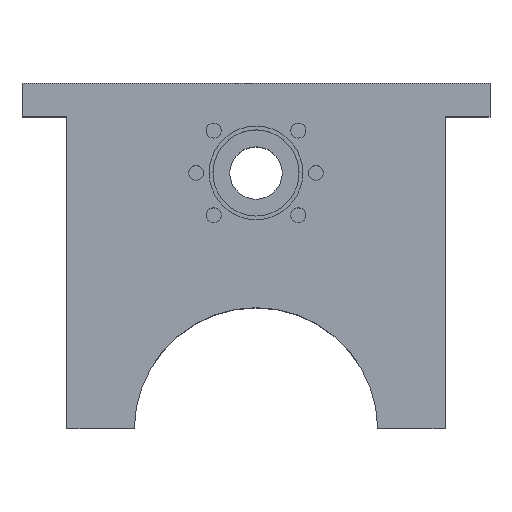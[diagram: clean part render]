
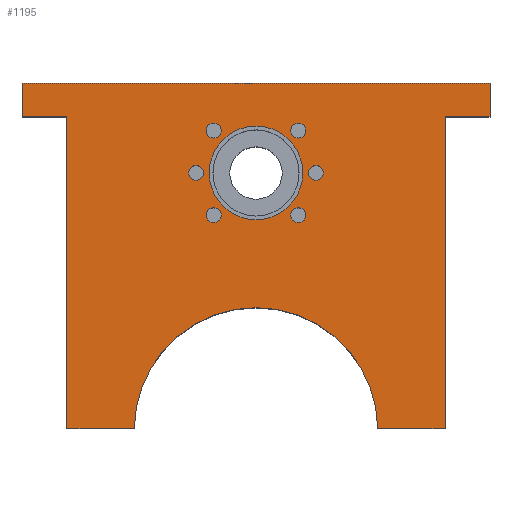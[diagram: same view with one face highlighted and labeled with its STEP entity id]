
A CAD part, top view. The second image highlights one B-rep face of the part: STEP entity #1195.
In plain terms, the highlighted planar face has unit normal (0, 0, 1).
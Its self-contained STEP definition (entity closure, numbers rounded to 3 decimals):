
#48=FACE_BOUND('',#263,.T.);
#49=FACE_BOUND('',#264,.T.);
#50=FACE_BOUND('',#265,.T.);
#51=FACE_BOUND('',#266,.T.);
#52=FACE_BOUND('',#267,.T.);
#53=FACE_BOUND('',#268,.T.);
#54=FACE_BOUND('',#269,.T.);
#86=PLANE('',#1348);
#160=FACE_OUTER_BOUND('',#262,.T.);
#262=EDGE_LOOP('',(#1033,#1034,#1035,#1036,#1037,#1038,#1039,#1040,#1041,
#1042));
#263=EDGE_LOOP('',(#1043));
#264=EDGE_LOOP('',(#1044));
#265=EDGE_LOOP('',(#1045));
#266=EDGE_LOOP('',(#1046));
#267=EDGE_LOOP('',(#1047));
#268=EDGE_LOOP('',(#1048));
#269=EDGE_LOOP('',(#1049));
#307=CIRCLE('',#1278,2.);
#309=CIRCLE('',#1282,2.);
#311=CIRCLE('',#1286,2.);
#313=CIRCLE('',#1290,2.);
#315=CIRCLE('',#1294,2.);
#317=CIRCLE('',#1298,2.);
#319=CIRCLE('',#1302,12.5);
#338=CIRCLE('',#1345,32.5);
#356=LINE('',#1782,#439);
#364=LINE('',#1800,#447);
#367=LINE('',#1807,#450);
#373=LINE('',#1821,#456);
#405=LINE('',#2160,#488);
#409=LINE('',#2168,#492);
#413=LINE('',#2174,#496);
#414=LINE('',#2176,#497);
#419=LINE('',#2191,#502);
#439=VECTOR('',#1405,10.);
#447=VECTOR('',#1421,10.);
#450=VECTOR('',#1428,10.);
#456=VECTOR('',#1440,10.);
#488=VECTOR('',#1652,10.);
#492=VECTOR('',#1658,10.);
#496=VECTOR('',#1664,10.);
#497=VECTOR('',#1667,10.);
#502=VECTOR('',#1688,10.);
#529=VERTEX_POINT('',#1779);
#530=VERTEX_POINT('',#1781);
#536=VERTEX_POINT('',#1798);
#537=VERTEX_POINT('',#1804);
#538=VERTEX_POINT('',#1806);
#543=VERTEX_POINT('',#1819);
#567=VERTEX_POINT('',#2047);
#569=VERTEX_POINT('',#2054);
#571=VERTEX_POINT('',#2061);
#573=VERTEX_POINT('',#2068);
#575=VERTEX_POINT('',#2075);
#577=VERTEX_POINT('',#2082);
#579=VERTEX_POINT('',#2089);
#599=VERTEX_POINT('',#2158);
#600=VERTEX_POINT('',#2159);
#603=VERTEX_POINT('',#2167);
#605=VERTEX_POINT('',#2183);
#636=EDGE_CURVE('',#530,#529,#356,.T.);
#646=EDGE_CURVE('',#529,#536,#364,.T.);
#649=EDGE_CURVE('',#537,#538,#367,.T.);
#657=EDGE_CURVE('',#537,#543,#373,.T.);
#690=EDGE_CURVE('',#567,#567,#307,.T.);
#693=EDGE_CURVE('',#569,#569,#309,.T.);
#696=EDGE_CURVE('',#571,#571,#311,.T.);
#699=EDGE_CURVE('',#573,#573,#313,.T.);
#702=EDGE_CURVE('',#575,#575,#315,.T.);
#705=EDGE_CURVE('',#577,#577,#317,.T.);
#708=EDGE_CURVE('',#579,#579,#319,.T.);
#741=EDGE_CURVE('',#599,#600,#405,.T.);
#745=EDGE_CURVE('',#603,#599,#409,.T.);
#749=EDGE_CURVE('',#600,#536,#413,.T.);
#750=EDGE_CURVE('',#538,#603,#414,.T.);
#754=EDGE_CURVE('',#605,#530,#338,.T.);
#757=EDGE_CURVE('',#543,#605,#419,.T.);
#1033=ORIENTED_EDGE('',*,*,#757,.T.);
#1034=ORIENTED_EDGE('',*,*,#754,.T.);
#1035=ORIENTED_EDGE('',*,*,#636,.T.);
#1036=ORIENTED_EDGE('',*,*,#646,.T.);
#1037=ORIENTED_EDGE('',*,*,#749,.F.);
#1038=ORIENTED_EDGE('',*,*,#741,.F.);
#1039=ORIENTED_EDGE('',*,*,#745,.F.);
#1040=ORIENTED_EDGE('',*,*,#750,.F.);
#1041=ORIENTED_EDGE('',*,*,#649,.F.);
#1042=ORIENTED_EDGE('',*,*,#657,.T.);
#1043=ORIENTED_EDGE('',*,*,#708,.T.);
#1044=ORIENTED_EDGE('',*,*,#705,.T.);
#1045=ORIENTED_EDGE('',*,*,#702,.T.);
#1046=ORIENTED_EDGE('',*,*,#699,.T.);
#1047=ORIENTED_EDGE('',*,*,#696,.T.);
#1048=ORIENTED_EDGE('',*,*,#693,.T.);
#1049=ORIENTED_EDGE('',*,*,#690,.T.);
#1195=ADVANCED_FACE('',(#160,#48,#49,#50,#51,#52,#53,#54),#86,.T.);
#1278=AXIS2_PLACEMENT_3D('',#2048,#1515,#1516);
#1282=AXIS2_PLACEMENT_3D('',#2055,#1524,#1525);
#1286=AXIS2_PLACEMENT_3D('',#2062,#1533,#1534);
#1290=AXIS2_PLACEMENT_3D('',#2069,#1542,#1543);
#1294=AXIS2_PLACEMENT_3D('',#2076,#1551,#1552);
#1298=AXIS2_PLACEMENT_3D('',#2083,#1560,#1561);
#1302=AXIS2_PLACEMENT_3D('',#2090,#1569,#1570);
#1345=AXIS2_PLACEMENT_3D('',#2187,#1682,#1683);
#1348=AXIS2_PLACEMENT_3D('',#2193,#1691,#1692);
#1405=DIRECTION('',(1.,0.,0.));
#1421=DIRECTION('',(0.,1.,0.));
#1428=DIRECTION('',(-1.,0.,0.));
#1440=DIRECTION('',(0.,-1.,0.));
#1515=DIRECTION('center_axis',(0.,0.,-1.));
#1516=DIRECTION('ref_axis',(-1.,0.,0.));
#1524=DIRECTION('center_axis',(0.,0.,-1.));
#1525=DIRECTION('ref_axis',(-1.,0.,0.));
#1533=DIRECTION('center_axis',(0.,0.,-1.));
#1534=DIRECTION('ref_axis',(-1.,0.,0.));
#1542=DIRECTION('center_axis',(0.,0.,-1.));
#1543=DIRECTION('ref_axis',(-1.,0.,0.));
#1551=DIRECTION('center_axis',(0.,0.,-1.));
#1552=DIRECTION('ref_axis',(-1.,0.,0.));
#1560=DIRECTION('center_axis',(0.,0.,-1.));
#1561=DIRECTION('ref_axis',(-1.,0.,0.));
#1569=DIRECTION('center_axis',(0.,0.,-1.));
#1570=DIRECTION('ref_axis',(-1.,0.,0.));
#1652=DIRECTION('',(0.,-1.,0.));
#1658=DIRECTION('',(1.,0.,0.));
#1664=DIRECTION('',(-1.,0.,0.));
#1667=DIRECTION('',(0.,1.,0.));
#1682=DIRECTION('center_axis',(0.,0.,
-1.));
#1683=DIRECTION('ref_axis',(-1.,0.,0.));
#1688=DIRECTION('',(1.,0.,0.));
#1691=DIRECTION('center_axis',(0.,0.,
1.));
#1692=DIRECTION('ref_axis',(-1.,0.,0.));
#1779=CARTESIAN_POINT('',(120.968,-83.3,54.5));
#1781=CARTESIAN_POINT('',(102.968,-83.3,54.5));
#1782=CARTESIAN_POINT('',(50.172,-83.3,54.5));
#1798=CARTESIAN_POINT('',(120.968,0.,54.5));
#1800=CARTESIAN_POINT('',(120.968,-83.5,54.5));
#1804=CARTESIAN_POINT('',(19.968,0.,54.5));
#1806=CARTESIAN_POINT('',(7.968,0.,54.5));
#1807=CARTESIAN_POINT('',(103.76,0.,54.5));
#1819=CARTESIAN_POINT('',(19.968,-83.3,54.5));
#1821=CARTESIAN_POINT('',(19.968,-83.5,54.5));
#2047=CARTESIAN_POINT('',(83.782,-3.686,54.5));
#2048=CARTESIAN_POINT('Origin',(81.782,-3.686,54.5));
#2054=CARTESIAN_POINT('',(61.155,-26.314,54.5));
#2055=CARTESIAN_POINT('Origin',(59.155,-26.314,54.5));
#2061=CARTESIAN_POINT('',(88.468,-15.,54.5));
#2062=CARTESIAN_POINT('Origin',(86.468,-15.,54.5));
#2068=CARTESIAN_POINT('',(61.155,-3.686,54.5));
#2069=CARTESIAN_POINT('Origin',(59.155,-3.686,54.5));
#2075=CARTESIAN_POINT('',(56.468,-15.,54.5));
#2076=CARTESIAN_POINT('Origin',(54.468,-15.,54.5));
#2082=CARTESIAN_POINT('',(83.782,-26.314,54.5));
#2083=CARTESIAN_POINT('Origin',(81.782,-26.314,54.5));
#2089=CARTESIAN_POINT('',(82.968,-15.,54.5));
#2090=CARTESIAN_POINT('Origin',(70.468,-15.,54.5));
#2158=CARTESIAN_POINT('',(132.968,9.,54.5));
#2159=CARTESIAN_POINT('',(132.968,0.,54.5));
#2160=CARTESIAN_POINT('',(132.968,0.,54.5));
#2167=CARTESIAN_POINT('',(7.968,9.,54.5));
#2168=CARTESIAN_POINT('',(103.76,9.,54.5));
#2174=CARTESIAN_POINT('',(103.76,0.,54.5));
#2176=CARTESIAN_POINT('',(7.968,0.,54.5));
#2183=CARTESIAN_POINT('',(37.969,-83.3,54.5));
#2187=CARTESIAN_POINT('Origin',(70.468,-83.5,54.5));
#2191=CARTESIAN_POINT('',(50.172,-83.3,54.5));
#2193=CARTESIAN_POINT('Origin',(70.344,-32.5,54.5));
